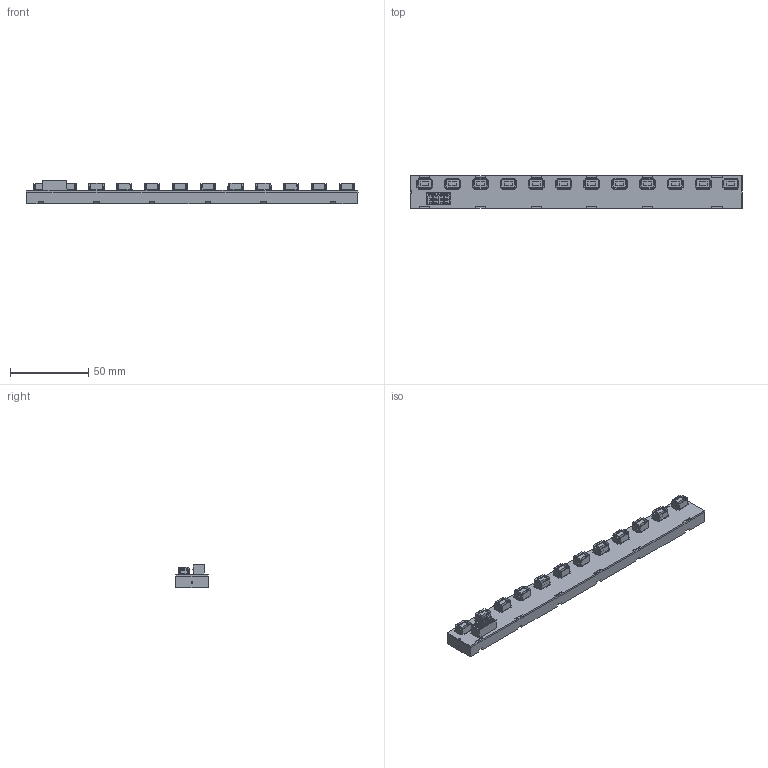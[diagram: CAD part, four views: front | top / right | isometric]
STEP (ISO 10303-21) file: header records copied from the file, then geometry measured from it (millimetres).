
FILE_DESCRIPTION(('STEP AP214'),'1');
FILE_NAME('cctmp_B85A8783-B7EE-40E3-A61E-4880F7EAA9E2_2023_07_24_21_19_04_0614..stp','2023-07-24T19:19:05',('SIEMENS A&D'),('CADClick - www.CADClick.com'),'Spatial InterOp 3D postprocessed',' ','unknown authorization');
FILE_SCHEMA(('AUTOMOTIVE_DESIGN'));
Length unit declared in the file: millimetre
Products named in the file (1): 2023_07_24_21_19_04_0550
Bounding box: 212.4 x 21 x 14.81 mm (x, y, z)
Volume: 38460.5 mm3; surface area: 18422.5 mm2
Topology: 1 solids, 1 shells, 1232 faces, 3318 edges, 2155 vertices
Faces by surface type: plane 974, cylinder 231, cone 15, extrusion 8, sphere 4
Entity records: 41688 total; most frequent: CARTESIAN_POINT 8161, ORIENTED_EDGE 6632, DIRECTION 5464, EDGE_CURVE 3316, VECTOR 2790, LINE 2782, VERTEX_POINT 2154, AXIS2_PLACEMENT_3D 1337
